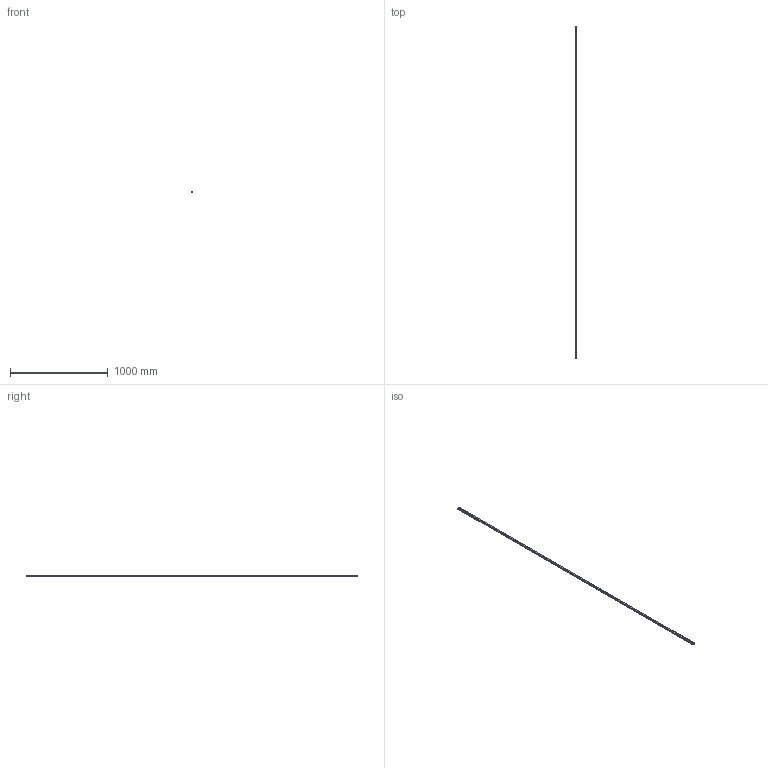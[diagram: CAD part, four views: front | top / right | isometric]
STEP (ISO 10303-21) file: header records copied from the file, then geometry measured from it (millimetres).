
FILE_DESCRIPTION(('STEP AP214'),'1');
FILE_NAME('cctmp_80A44245-4F39-43D9-95D7-72AFE475A4F7_2021_02_04_08_56_09_0410..stp','2021-02-04T07:56:09',('HIWIN GmbH'),('CADClick - www.CADClick.com'),'Spatial InterOp 3D',' ','unknown authorization');
FILE_SCHEMA(('AUTOMOTIVE_DESIGN'));
Length unit declared in the file: millimetre
Products named in the file (1): EGR20R3390C_FILE
Bounding box: 20 x 3390 x 15.5 mm (x, y, z)
Volume: 909354 mm3; surface area: 271203.7 mm2
Topology: 1 solids, 1 shells, 787 faces, 1773 edges, 1106 vertices
Faces by surface type: plane 427, cylinder 360
Entity records: 28431 total; most frequent: DIRECTION 4297, CARTESIAN_POINT 3667, ORIENTED_EDGE 3546, EDGE_CURVE 1773, AXIS2_PLACEMENT_3D 1736, VERTEX_POINT 1106, EDGE_LOOP 905, LINE 825
